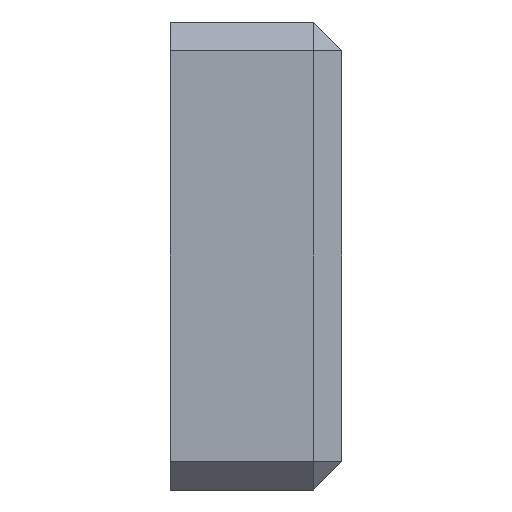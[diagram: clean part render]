
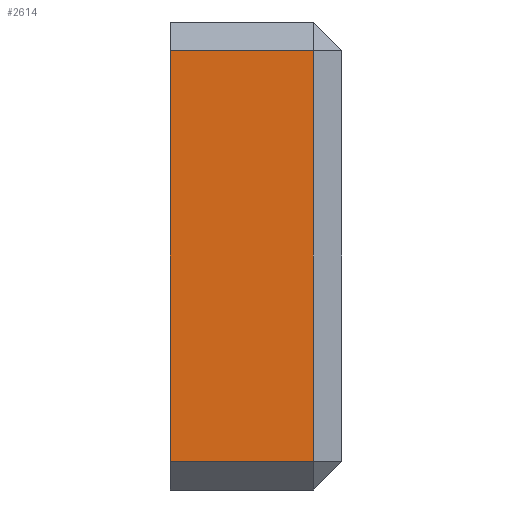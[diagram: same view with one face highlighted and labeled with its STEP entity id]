
A CAD part, left-side view. The second image highlights one B-rep face of the part: STEP entity #2614.
In plain terms, the highlighted planar face has unit normal (-1, 0, 0).
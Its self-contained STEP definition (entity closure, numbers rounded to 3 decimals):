
#364 = PLANE('',#365);
#365 = AXIS2_PLACEMENT_3D('',#366,#367,#368);
#366 = CARTESIAN_POINT('',(-0.5,-14.5,-10.));
#367 = DIRECTION('',(-0.707,-0.707,0.));
#368 = DIRECTION('',(-0.,-0.,-1.));
#1115 = EDGE_CURVE('',#1116,#1118,#1120,.T.);
#1116 = VERTEX_POINT('',#1117);
#1117 = CARTESIAN_POINT('',(-2.,-13.,-7.));
#1118 = VERTEX_POINT('',#1119);
#1119 = CARTESIAN_POINT('',(-2.,-13.,36.));
#1120 = SURFACE_CURVE('',#1121,(#1125,#1132),.PCURVE_S1.);
#1121 = LINE('',#1122,#1123);
#1122 = CARTESIAN_POINT('',(-2.,-13.,-10.));
#1123 = VECTOR('',#1124,1.);
#1124 = DIRECTION('',(0.,0.,1.));
#1125 = PCURVE('',#364,#1126);
#1126 = DEFINITIONAL_REPRESENTATION('',(#1127),#1131);
#1127 = LINE('',#1128,#1129);
#1128 = CARTESIAN_POINT('',(-0.,-2.121));
#1129 = VECTOR('',#1130,1.);
#1130 = DIRECTION('',(-1.,0.));
#1131 = ( GEOMETRIC_REPRESENTATION_CONTEXT(2) 
PARAMETRIC_REPRESENTATION_CONTEXT() REPRESENTATION_CONTEXT('2D SPACE',''
  ) );
#1132 = PCURVE('',#1133,#1138);
#1133 = PLANE('',#1134);
#1134 = AXIS2_PLACEMENT_3D('',#1135,#1136,#1137);
#1135 = CARTESIAN_POINT('',(-2.,-16.,-10.));
#1136 = DIRECTION('',(1.,0.,0.));
#1137 = DIRECTION('',(0.,0.,1.));
#1138 = DEFINITIONAL_REPRESENTATION('',(#1139),#1143);
#1139 = LINE('',#1140,#1141);
#1140 = CARTESIAN_POINT('',(0.,-3.));
#1141 = VECTOR('',#1142,1.);
#1142 = DIRECTION('',(1.,0.));
#1143 = ( GEOMETRIC_REPRESENTATION_CONTEXT(2) 
PARAMETRIC_REPRESENTATION_CONTEXT() REPRESENTATION_CONTEXT('2D SPACE',''
  ) );
#2614 = ADVANCED_FACE('',(#2615),#1133,.F.);
#2615 = FACE_BOUND('',#2616,.F.);
#2616 = EDGE_LOOP('',(#2617,#2647,#2673,#2674));
#2617 = ORIENTED_EDGE('',*,*,#2618,.T.);
#2618 = EDGE_CURVE('',#2619,#2621,#2623,.T.);
#2619 = VERTEX_POINT('',#2620);
#2620 = CARTESIAN_POINT('',(-2.,2.,-7.));
#2621 = VERTEX_POINT('',#2622);
#2622 = CARTESIAN_POINT('',(-2.,2.,36.));
#2623 = SURFACE_CURVE('',#2624,(#2628,#2635),.PCURVE_S1.);
#2624 = LINE('',#2625,#2626);
#2625 = CARTESIAN_POINT('',(-2.,2.,-10.));
#2626 = VECTOR('',#2627,1.);
#2627 = DIRECTION('',(0.,0.,1.));
#2628 = PCURVE('',#1133,#2629);
#2629 = DEFINITIONAL_REPRESENTATION('',(#2630),#2634);
#2630 = LINE('',#2631,#2632);
#2631 = CARTESIAN_POINT('',(0.,-18.));
#2632 = VECTOR('',#2633,1.);
#2633 = DIRECTION('',(1.,0.));
#2634 = ( GEOMETRIC_REPRESENTATION_CONTEXT(2) 
PARAMETRIC_REPRESENTATION_CONTEXT() REPRESENTATION_CONTEXT('2D SPACE',''
  ) );
#2635 = PCURVE('',#2636,#2641);
#2636 = PLANE('',#2637);
#2637 = AXIS2_PLACEMENT_3D('',#2638,#2639,#2640);
#2638 = CARTESIAN_POINT('',(-2.,2.,-10.));
#2639 = DIRECTION('',(0.,1.,0.));
#2640 = DIRECTION('',(0.,0.,1.));
#2641 = DEFINITIONAL_REPRESENTATION('',(#2642),#2646);
#2642 = LINE('',#2643,#2644);
#2643 = CARTESIAN_POINT('',(0.,0.));
#2644 = VECTOR('',#2645,1.);
#2645 = DIRECTION('',(1.,0.));
#2646 = ( GEOMETRIC_REPRESENTATION_CONTEXT(2) 
PARAMETRIC_REPRESENTATION_CONTEXT() REPRESENTATION_CONTEXT('2D SPACE',''
  ) );
#2647 = ORIENTED_EDGE('',*,*,#2648,.F.);
#2648 = EDGE_CURVE('',#1118,#2621,#2649,.T.);
#2649 = SURFACE_CURVE('',#2650,(#2654,#2661),.PCURVE_S1.);
#2650 = LINE('',#2651,#2652);
#2651 = CARTESIAN_POINT('',(-2.,-16.,36.));
#2652 = VECTOR('',#2653,1.);
#2653 = DIRECTION('',(0.,1.,0.));
#2654 = PCURVE('',#1133,#2655);
#2655 = DEFINITIONAL_REPRESENTATION('',(#2656),#2660);
#2656 = LINE('',#2657,#2658);
#2657 = CARTESIAN_POINT('',(46.,0.));
#2658 = VECTOR('',#2659,1.);
#2659 = DIRECTION('',(0.,-1.));
#2660 = ( GEOMETRIC_REPRESENTATION_CONTEXT(2) 
PARAMETRIC_REPRESENTATION_CONTEXT() REPRESENTATION_CONTEXT('2D SPACE',''
  ) );
#2661 = PCURVE('',#2662,#2667);
#2662 = PLANE('',#2663);
#2663 = AXIS2_PLACEMENT_3D('',#2664,#2665,#2666);
#2664 = CARTESIAN_POINT('',(-0.5,-16.,37.5));
#2665 = DIRECTION('',(0.707,0.,-0.707));
#2666 = DIRECTION('',(0.,1.,0.));
#2667 = DEFINITIONAL_REPRESENTATION('',(#2668),#2672);
#2668 = LINE('',#2669,#2670);
#2669 = CARTESIAN_POINT('',(0.,-2.121));
#2670 = VECTOR('',#2671,1.);
#2671 = DIRECTION('',(1.,0.));
#2672 = ( GEOMETRIC_REPRESENTATION_CONTEXT(2) 
PARAMETRIC_REPRESENTATION_CONTEXT() REPRESENTATION_CONTEXT('2D SPACE',''
  ) );
#2673 = ORIENTED_EDGE('',*,*,#1115,.F.);
#2674 = ORIENTED_EDGE('',*,*,#2675,.T.);
#2675 = EDGE_CURVE('',#1116,#2619,#2676,.T.);
#2676 = SURFACE_CURVE('',#2677,(#2681,#2688),.PCURVE_S1.);
#2677 = LINE('',#2678,#2679);
#2678 = CARTESIAN_POINT('',(-2.,-16.,-7.));
#2679 = VECTOR('',#2680,1.);
#2680 = DIRECTION('',(0.,1.,0.));
#2681 = PCURVE('',#1133,#2682);
#2682 = DEFINITIONAL_REPRESENTATION('',(#2683),#2687);
#2683 = LINE('',#2684,#2685);
#2684 = CARTESIAN_POINT('',(3.,0.));
#2685 = VECTOR('',#2686,1.);
#2686 = DIRECTION('',(0.,-1.));
#2687 = ( GEOMETRIC_REPRESENTATION_CONTEXT(2) 
PARAMETRIC_REPRESENTATION_CONTEXT() REPRESENTATION_CONTEXT('2D SPACE',''
  ) );
#2688 = PCURVE('',#2689,#2694);
#2689 = PLANE('',#2690);
#2690 = AXIS2_PLACEMENT_3D('',#2691,#2692,#2693);
#2691 = CARTESIAN_POINT('',(-0.5,-16.,-8.5));
#2692 = DIRECTION('',(-0.707,0.,-0.707));
#2693 = DIRECTION('',(0.,1.,0.));
#2694 = DEFINITIONAL_REPRESENTATION('',(#2695),#2699);
#2695 = LINE('',#2696,#2697);
#2696 = CARTESIAN_POINT('',(0.,-2.121));
#2697 = VECTOR('',#2698,1.);
#2698 = DIRECTION('',(1.,0.));
#2699 = ( GEOMETRIC_REPRESENTATION_CONTEXT(2) 
PARAMETRIC_REPRESENTATION_CONTEXT() REPRESENTATION_CONTEXT('2D SPACE',''
  ) );
